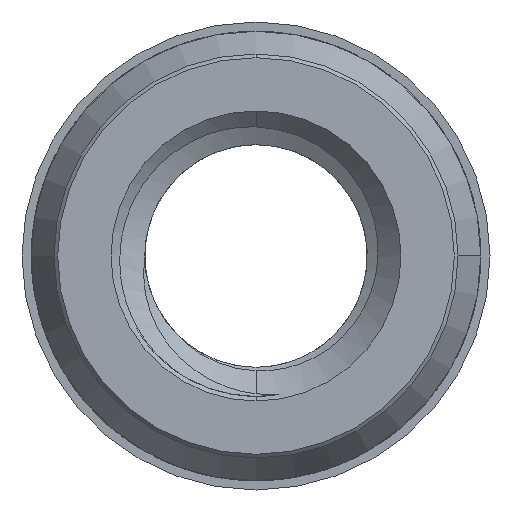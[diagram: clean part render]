
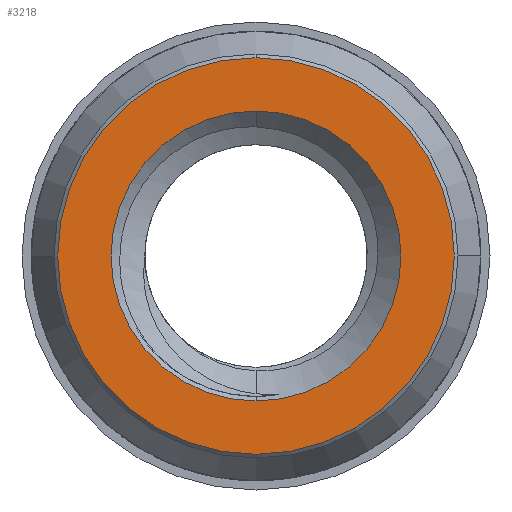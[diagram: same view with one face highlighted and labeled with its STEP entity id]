
A CAD part, front view. The second image highlights one B-rep face of the part: STEP entity #3218.
In plain terms, the highlighted planar face has unit normal (0, -1, 0).
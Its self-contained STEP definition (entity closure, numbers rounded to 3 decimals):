
#26 = CIRCLE ( 'NONE', #4004, 2.58 ) ;
#198 = ORIENTED_EDGE ( 'NONE', *, *, #9641, .T. ) ;
#238 = CIRCLE ( 'NONE', #5211, 3.53 ) ;
#273 = CARTESIAN_POINT ( 'NONE',  ( 0., -11.1, 0. ) ) ;
#942 = DIRECTION ( 'NONE',  ( 0., 0., 1. ) ) ;
#1160 = EDGE_CURVE ( 'NONE', #12764, #4187, #238, .T. ) ;
#1346 = DIRECTION ( 'NONE',  ( 0., 0., 1. ) ) ;
#1389 = ORIENTED_EDGE ( 'NONE', *, *, #1160, .F. ) ;
#2015 = CARTESIAN_POINT ( 'NONE',  ( 0., -11.1, 0. ) ) ;
#2287 = VERTEX_POINT ( 'NONE', #10715 ) ;
#2700 = CIRCLE ( 'NONE', #4812, 3.53 ) ;
#3178 = DIRECTION ( 'NONE',  ( 0., 1., 0. ) ) ;
#3218 = ADVANCED_FACE ( 'NONE', ( #12801, #10021 ), #13791, .F. ) ;
#4004 = AXIS2_PLACEMENT_3D ( 'NONE', #11479, #5052, #12514 ) ;
#4020 = EDGE_CURVE ( 'NONE', #4187, #12764, #2700, .T. ) ;
#4187 = VERTEX_POINT ( 'NONE', #13676 ) ;
#4215 = DIRECTION ( 'NONE',  ( 0., 1., 0. ) ) ;
#4812 = AXIS2_PLACEMENT_3D ( 'NONE', #273, #7858, #1346 ) ;
#5052 = DIRECTION ( 'NONE',  ( 0., 1., 0. ) ) ;
#5211 = AXIS2_PLACEMENT_3D ( 'NONE', #9690, #3178, #10752 ) ;
#5494 = ORIENTED_EDGE ( 'NONE', *, *, #13381, .T. ) ;
#6521 = CARTESIAN_POINT ( 'NONE',  ( 0., -11.1, 2.58 ) ) ;
#6680 = EDGE_LOOP ( 'NONE', ( #13680, #1389 ) ) ;
#7417 = AXIS2_PLACEMENT_3D ( 'NONE', #13794, #7442, #942 ) ;
#7442 = DIRECTION ( 'NONE',  ( 0., 1., 0. ) ) ;
#7858 = DIRECTION ( 'NONE',  ( 0., 1., 0. ) ) ;
#9641 = EDGE_CURVE ( 'NONE', #10666, #2287, #26, .T. ) ;
#9690 = CARTESIAN_POINT ( 'NONE',  ( 0., -11.1, 0. ) ) ;
#9820 = CIRCLE ( 'NONE', #7417, 2.58 ) ;
#10021 = FACE_OUTER_BOUND ( 'NONE', #6680, .T. ) ;
#10366 = CARTESIAN_POINT ( 'NONE',  ( 0., -11.1, 3.53 ) ) ;
#10444 = EDGE_LOOP ( 'NONE', ( #5494, #198 ) ) ;
#10666 = VERTEX_POINT ( 'NONE', #6521 ) ;
#10715 = CARTESIAN_POINT ( 'NONE',  ( 0., -11.1, -2.58 ) ) ;
#10752 = DIRECTION ( 'NONE',  ( 0., 0., 1. ) ) ;
#11333 = AXIS2_PLACEMENT_3D ( 'NONE', #2015, #4215, #11711 ) ;
#11479 = CARTESIAN_POINT ( 'NONE',  ( 0., -11.1, 0. ) ) ;
#11711 = DIRECTION ( 'NONE',  ( 0., 0., 1. ) ) ;
#12514 = DIRECTION ( 'NONE',  ( 0., 0., 1. ) ) ;
#12764 = VERTEX_POINT ( 'NONE', #10366 ) ;
#12801 = FACE_BOUND ( 'NONE', #10444, .T. ) ;
#13381 = EDGE_CURVE ( 'NONE', #2287, #10666, #9820, .T. ) ;
#13676 = CARTESIAN_POINT ( 'NONE',  ( 0., -11.1, -3.53 ) ) ;
#13680 = ORIENTED_EDGE ( 'NONE', *, *, #4020, .F. ) ;
#13791 = PLANE ( 'NONE',  #11333 ) ;
#13794 = CARTESIAN_POINT ( 'NONE',  ( 0., -11.1, 0. ) ) ;
